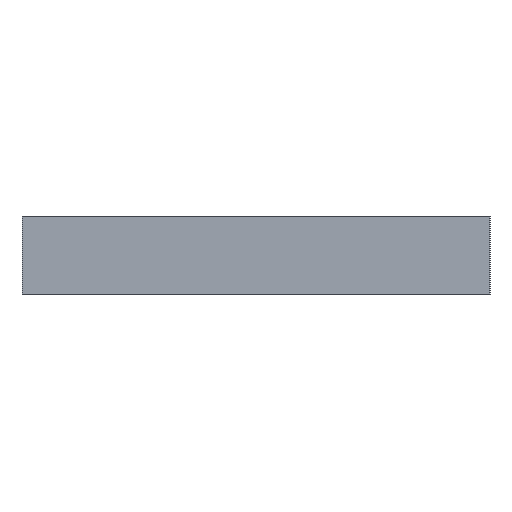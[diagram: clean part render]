
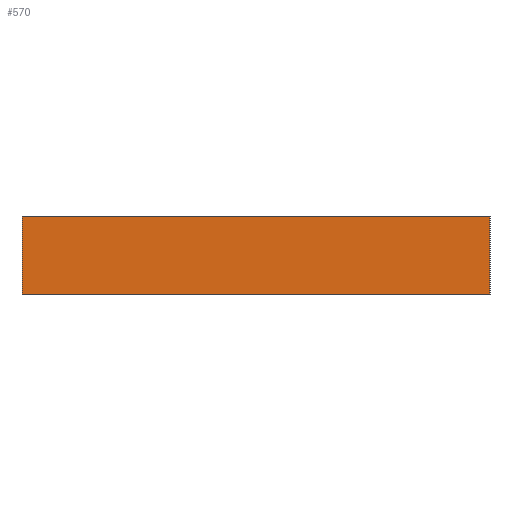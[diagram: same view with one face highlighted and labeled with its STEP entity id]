
A CAD part, left-side view. The second image highlights one B-rep face of the part: STEP entity #570.
In plain terms, the highlighted planar face has unit normal (-1, 0, 0).
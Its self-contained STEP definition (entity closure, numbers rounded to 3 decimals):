
#9 = VERTEX_POINT ( 'NONE', #70 ) ;
#39 = VERTEX_POINT ( 'NONE', #1073 ) ;
#70 = CARTESIAN_POINT ( 'NONE',  ( -51., 30., -5. ) ) ;
#129 = EDGE_LOOP ( 'NONE', ( #167, #1231, #639, #611 ) ) ;
#167 = ORIENTED_EDGE ( 'NONE', *, *, #819, .F. ) ;
#168 = CARTESIAN_POINT ( 'NONE',  ( -51., -30., 5. ) ) ;
#185 = VECTOR ( 'NONE', #654, 1000. ) ;
#212 = LINE ( 'NONE', #1101, #1044 ) ;
#263 = CARTESIAN_POINT ( 'NONE',  ( -51., -30., 0. ) ) ;
#298 = FACE_OUTER_BOUND ( 'NONE', #129, .T. ) ;
#346 = CARTESIAN_POINT ( 'NONE',  ( -51., -30., -5. ) ) ;
#380 = DIRECTION ( 'NONE',  ( 0., 0., 1. ) ) ;
#406 = EDGE_CURVE ( 'NONE', #517, #9, #644, .T. ) ;
#411 = LINE ( 'NONE', #168, #185 ) ;
#468 = CARTESIAN_POINT ( 'NONE',  ( -51., -30., 5. ) ) ;
#517 = VERTEX_POINT ( 'NONE', #1267 ) ;
#519 = VECTOR ( 'NONE', #670, 1000. ) ;
#570 = ADVANCED_FACE ( 'NONE', ( #298 ), #1097, .T. ) ;
#611 = ORIENTED_EDGE ( 'NONE', *, *, #406, .F. ) ;
#639 = ORIENTED_EDGE ( 'NONE', *, *, #860, .F. ) ;
#641 = AXIS2_PLACEMENT_3D ( 'NONE', #875, #1276, #380 ) ;
#644 = LINE ( 'NONE', #346, #992 ) ;
#654 = DIRECTION ( 'NONE',  ( 0., -1., 0. ) ) ;
#670 = DIRECTION ( 'NONE',  ( 0., 0., -1. ) ) ;
#812 = VERTEX_POINT ( 'NONE', #468 ) ;
#819 = EDGE_CURVE ( 'NONE', #812, #517, #1166, .T. ) ;
#860 = EDGE_CURVE ( 'NONE', #9, #39, #212, .T. ) ;
#875 = CARTESIAN_POINT ( 'NONE',  ( -51., 30., 0. ) ) ;
#992 = VECTOR ( 'NONE', #1142, 1000. ) ;
#1008 = DIRECTION ( 'NONE',  ( 0., 0., 1. ) ) ;
#1044 = VECTOR ( 'NONE', #1008, 1000. ) ;
#1073 = CARTESIAN_POINT ( 'NONE',  ( -51., 30., 5. ) ) ;
#1097 = PLANE ( 'NONE',  #641 ) ;
#1101 = CARTESIAN_POINT ( 'NONE',  ( -51., 30., 0. ) ) ;
#1119 = EDGE_CURVE ( 'NONE', #39, #812, #411, .T. ) ;
#1142 = DIRECTION ( 'NONE',  ( 0., 1., 0. ) ) ;
#1166 = LINE ( 'NONE', #263, #519 ) ;
#1231 = ORIENTED_EDGE ( 'NONE', *, *, #1119, .F. ) ;
#1267 = CARTESIAN_POINT ( 'NONE',  ( -51., -30., -5. ) ) ;
#1276 = DIRECTION ( 'NONE',  ( -1., 0., 0. ) ) ;
